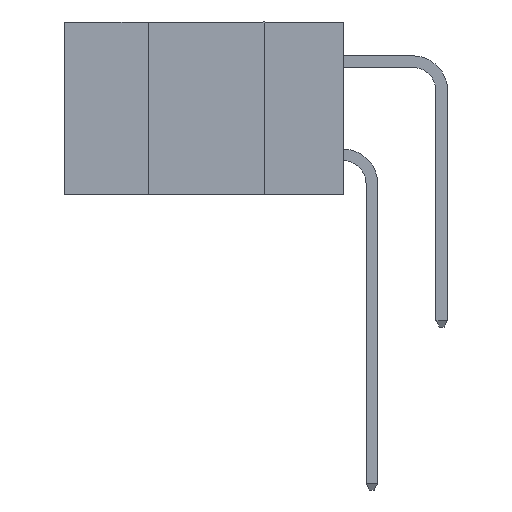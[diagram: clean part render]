
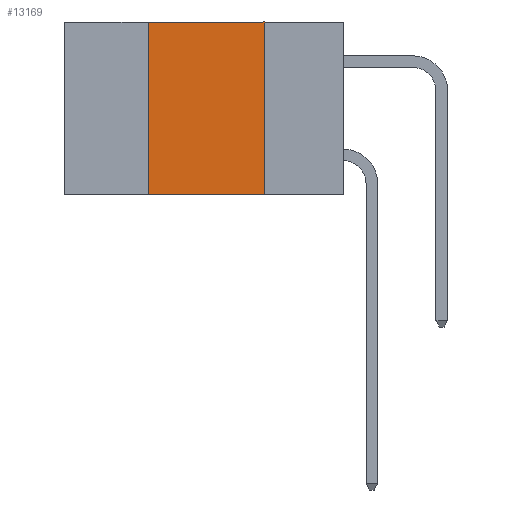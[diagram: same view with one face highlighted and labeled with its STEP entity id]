
A CAD part, left-side view. The second image highlights one B-rep face of the part: STEP entity #13169.
In plain terms, the highlighted planar face has unit normal (-1, 0, 0).
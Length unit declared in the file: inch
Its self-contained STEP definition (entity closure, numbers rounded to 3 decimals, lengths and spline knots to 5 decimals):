
#237 = EDGE_CURVE ( 'NONE', #11707, #3900, #17138, .T. ) ;
#361 = EDGE_LOOP ( 'NONE', ( #15236, #12471, #4528, #8819 ) ) ;
#611 = PLANE ( 'NONE',  #12419 ) ;
#1574 = FACE_OUTER_BOUND ( 'NONE', #361, .T. ) ;
#2246 = DIRECTION ( 'NONE',  ( 0., 0., -1. ) ) ;
#2364 = LINE ( 'NONE', #3731, #13996 ) ;
#3667 = DIRECTION ( 'NONE',  ( 0., -1., 0. ) ) ;
#3731 = CARTESIAN_POINT ( 'NONE',  ( 0., 0.42, -0.37 ) ) ;
#3900 = VERTEX_POINT ( 'NONE', #6929 ) ;
#4517 = CARTESIAN_POINT ( 'NONE',  ( 0., 0.42, 0. ) ) ;
#4528 = ORIENTED_EDGE ( 'NONE', *, *, #8893, .F. ) ;
#6188 = CARTESIAN_POINT ( 'NONE',  ( 0., 0.6, 0. ) ) ;
#6322 = VERTEX_POINT ( 'NONE', #4517 ) ;
#6889 = DIRECTION ( 'NONE',  ( 0., 0., 1. ) ) ;
#6921 = EDGE_CURVE ( 'NONE', #19869, #3900, #16181, .T. ) ;
#6929 = CARTESIAN_POINT ( 'NONE',  ( 0., 0.17, -0.37 ) ) ;
#7030 = CARTESIAN_POINT ( 'NONE',  ( 0., 0.6, 0. ) ) ;
#7526 = CARTESIAN_POINT ( 'NONE',  ( 0., 0.17, -0.37 ) ) ;
#8056 = CARTESIAN_POINT ( 'NONE',  ( 0., 0.42, -0.37 ) ) ;
#8819 = ORIENTED_EDGE ( 'NONE', *, *, #237, .T. ) ;
#8893 = EDGE_CURVE ( 'NONE', #11707, #6322, #2364, .T. ) ;
#8984 = VECTOR ( 'NONE', #12530, 39.37008 ) ;
#10713 = CARTESIAN_POINT ( 'NONE',  ( 0., 0.17, 0. ) ) ;
#11707 = VERTEX_POINT ( 'NONE', #8056 ) ;
#11793 = DIRECTION ( 'NONE',  ( 1., 0., 0. ) ) ;
#12123 = VECTOR ( 'NONE', #15338, 39.37008 ) ;
#12419 = AXIS2_PLACEMENT_3D ( 'NONE', #7030, #11793, #2246 ) ;
#12471 = ORIENTED_EDGE ( 'NONE', *, *, #20014, .F. ) ;
#12484 = CARTESIAN_POINT ( 'NONE',  ( 0., 0.6, -0.37 ) ) ;
#12530 = DIRECTION ( 'NONE',  ( 0., -1., 0. ) ) ;
#13103 = LINE ( 'NONE', #6188, #8984 ) ;
#13169 = ADVANCED_FACE ( 'NONE', ( #1574 ), #611, .F. ) ;
#13548 = VECTOR ( 'NONE', #3667, 39.37008 ) ;
#13996 = VECTOR ( 'NONE', #6889, 39.37008 ) ;
#15236 = ORIENTED_EDGE ( 'NONE', *, *, #6921, .F. ) ;
#15338 = DIRECTION ( 'NONE',  ( 0., 0., -1. ) ) ;
#16181 = LINE ( 'NONE', #7526, #12123 ) ;
#17138 = LINE ( 'NONE', #12484, #13548 ) ;
#19869 = VERTEX_POINT ( 'NONE', #10713 ) ;
#20014 = EDGE_CURVE ( 'NONE', #6322, #19869, #13103, .T. ) ;
